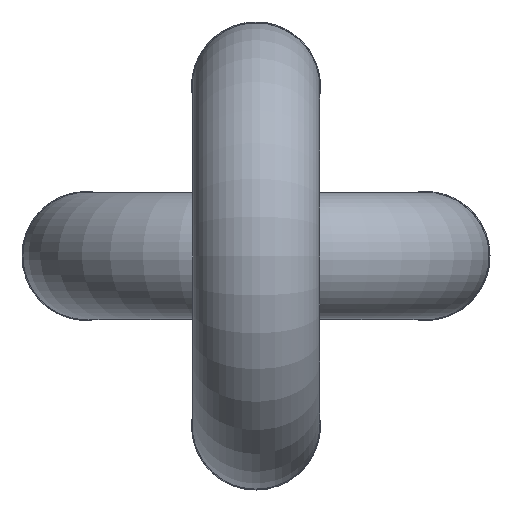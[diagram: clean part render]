
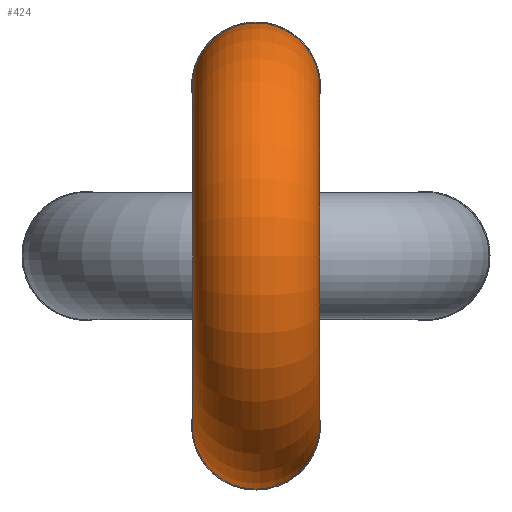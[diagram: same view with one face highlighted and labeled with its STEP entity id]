
A CAD part, front view. The second image highlights one B-rep face of the part: STEP entity #424.
In plain terms, the highlighted toroidal (fillet/blend) face has major radius 20 mm and minor radius 7.5 mm.
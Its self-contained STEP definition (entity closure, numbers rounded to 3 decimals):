
#126 = VERTEX_POINT('',#127);
#127 = CARTESIAN_POINT('',(0.,-0.749,
    -27.49));
#134 = EDGE_CURVE('',#135,#126,#137,.T.);
#135 = VERTEX_POINT('',#136);
#136 = CARTESIAN_POINT('',(0.,-0.652,
    -12.483));
#137 = B_SPLINE_CURVE_WITH_KNOTS('',3,(#138,#139,#140,#141,#142,#143,
    #144,#145,#146,#147,#148,#149,#150,#151,#152,#153,#154,#155,#156,
    #157),.UNSPECIFIED.,.F.,.F.,(4,2,2,2,2,2,2,2,2,4),(1.183,
    1.466,1.758,2.051,2.345,
    2.638,2.931,3.224,3.517,
    3.548),.UNSPECIFIED.);
#138 = CARTESIAN_POINT('',(0.,-0.652,
    -12.483));
#139 = CARTESIAN_POINT('',(-0.94,-0.652,
    -12.483));
#140 = CARTESIAN_POINT('',(-1.872,-0.654,
    -12.66));
#141 = CARTESIAN_POINT('',(-3.656,-0.662,
    -13.363));
#142 = CARTESIAN_POINT('',(-4.485,-0.667,
    -13.894));
#143 = CARTESIAN_POINT('',(-5.894,-0.68,
    -15.245));
#144 = CARTESIAN_POINT('',(-6.46,-0.687,
    -16.052));
#145 = CARTESIAN_POINT('',(-7.252,-0.7,
    -17.839));
#146 = CARTESIAN_POINT('',(-7.47,-0.707,
    -18.801));
#147 = CARTESIAN_POINT('',(-7.524,-0.719,
    -20.755));
#148 = CARTESIAN_POINT('',(-7.361,-0.724,
    -21.727));
#149 = CARTESIAN_POINT('',(-6.669,-0.733,
    -23.555));
#150 = CARTESIAN_POINT('',(-6.149,-0.737,-24.393
    ));
#151 = CARTESIAN_POINT('',(-4.816,-0.743,
    -25.821));
#152 = CARTESIAN_POINT('',(-4.016,-0.745,
    -26.398));
#153 = CARTESIAN_POINT('',(-2.241,-0.748,
    -27.213));
#154 = CARTESIAN_POINT('',(-1.283,-0.749,
    -27.444));
#155 = CARTESIAN_POINT('',(-0.205,-0.749,
    -27.488));
#156 = CARTESIAN_POINT('',(-0.102,-0.749,
    -27.49));
#157 = CARTESIAN_POINT('',(0.,-0.749,
    -27.49));
#159 = EDGE_CURVE('',#160,#135,#162,.T.);
#160 = VERTEX_POINT('',#161);
#161 = CARTESIAN_POINT('',(7.5,-0.714,-20.));
#162 = B_SPLINE_CURVE_WITH_KNOTS('',3,(#163,#164,#165,#166,#167,#168,
    #169,#170,#171,#172,#173,#174),.UNSPECIFIED.,.F.,.F.,(4,2,2,2,2,4),(
    0.,0.293,0.587,0.88,1.173,
    1.183),.UNSPECIFIED.);
#163 = CARTESIAN_POINT('',(7.5,-0.714,-20.));
#164 = CARTESIAN_POINT('',(7.502,-0.708,
    -19.022));
#165 = CARTESIAN_POINT('',(7.312,-0.702,
    -18.054));
#166 = CARTESIAN_POINT('',(6.573,-0.688,
    -16.243));
#167 = CARTESIAN_POINT('',(6.03,-0.681,-15.419)
  );
#168 = CARTESIAN_POINT('',(4.658,-0.669,
    -14.025));
#169 = CARTESIAN_POINT('',(3.843,-0.663,
    -13.469));
#170 = CARTESIAN_POINT('',(2.045,-0.654,-12.702
    ));
#171 = CARTESIAN_POINT('',(1.081,-0.652,
    -12.497));
#172 = CARTESIAN_POINT('',(0.07,-0.652,
    -12.483));
#173 = CARTESIAN_POINT('',(0.035,-0.652,
    -12.483));
#174 = CARTESIAN_POINT('',(0.,-0.652,
    -12.483));
#176 = EDGE_CURVE('',#126,#160,#177,.T.);
#177 = B_SPLINE_CURVE_WITH_KNOTS('',3,(#178,#179,#180,#181,#182,#183,
    #184,#185,#186,#187,#188,#189),.UNSPECIFIED.,.F.,.F.,(4,2,2,2,2,4),(
    3.548,3.81,4.103,4.396,
    4.562,4.728),.UNSPECIFIED.);
#178 = CARTESIAN_POINT('',(0.,-0.749,
    -27.49));
#179 = CARTESIAN_POINT('',(0.872,-0.749,
    -27.49));
#180 = CARTESIAN_POINT('',(1.739,-0.748,-27.338
    ));
#181 = CARTESIAN_POINT('',(3.478,-0.746,
    -26.706));
#182 = CARTESIAN_POINT('',(4.322,-0.744,-26.196
    ));
#183 = CARTESIAN_POINT('',(5.767,-0.739,
    -24.882));
#184 = CARTESIAN_POINT('',(6.354,-0.735,
    -24.09));
#185 = CARTESIAN_POINT('',(7.011,-0.729,-22.709
    ));
#186 = CARTESIAN_POINT('',(7.193,-0.726,
    -22.184));
#187 = CARTESIAN_POINT('',(7.437,-0.721,
    -21.105));
#188 = CARTESIAN_POINT('',(7.499,-0.717,
    -20.553));
#189 = CARTESIAN_POINT('',(7.5,-0.714,-20.));
#305 = VERTEX_POINT('',#306);
#306 = CARTESIAN_POINT('',(0.,-0.652,
    12.483));
#313 = EDGE_CURVE('',#314,#305,#316,.T.);
#314 = VERTEX_POINT('',#315);
#315 = CARTESIAN_POINT('',(7.5,-0.714,20.));
#316 = B_SPLINE_CURVE_WITH_KNOTS('',3,(#317,#318,#319,#320,#321,#322,
    #323,#324,#325,#326,#327,#328,#329,#330,#331,#332,#333,#334,#335,
    #336,#337,#338,#339,#340,#341,#342,#343,#344),.UNSPECIFIED.,.F.,.F.,
  (4,2,2,2,2,2,2,2,2,2,2,2,2,4),(0.,0.293,0.586,
    0.879,1.172,1.465,1.758,
    2.051,2.344,2.638,2.931,
    3.224,3.517,3.545),.UNSPECIFIED.);
#317 = CARTESIAN_POINT('',(7.5,-0.714,20.));
#318 = CARTESIAN_POINT('',(7.498,-0.72,
    20.977));
#319 = CARTESIAN_POINT('',(7.306,-0.725,
    21.945));
#320 = CARTESIAN_POINT('',(6.561,-0.734,23.752
    ));
#321 = CARTESIAN_POINT('',(6.016,-0.737,24.573
    ));
#322 = CARTESIAN_POINT('',(4.641,-0.743,
    25.962));
#323 = CARTESIAN_POINT('',(3.825,-0.745,26.515
    ));
#324 = CARTESIAN_POINT('',(2.026,-0.748,
    27.277));
#325 = CARTESIAN_POINT('',(1.061,-0.749,
    27.478));
#326 = CARTESIAN_POINT('',(-0.891,-0.749,
    27.5));
#327 = CARTESIAN_POINT('',(-1.86,-0.748,
    27.321));
#328 = CARTESIAN_POINT('',(-3.675,-0.746,
    26.6));
#329 = CARTESIAN_POINT('',(-4.504,-0.744,
    26.066));
#330 = CARTESIAN_POINT('',(-5.909,-0.738,
    24.709));
#331 = CARTESIAN_POINT('',(-6.473,-0.735,
    23.9));
#332 = CARTESIAN_POINT('',(-7.259,-0.726,
    22.111));
#333 = CARTESIAN_POINT('',(-7.474,-0.721,21.148)
  );
#334 = CARTESIAN_POINT('',(-7.522,-0.709,
    19.194));
#335 = CARTESIAN_POINT('',(-7.355,-0.703,
    18.221));
#336 = CARTESIAN_POINT('',(-6.657,-0.69,
    16.395));
#337 = CARTESIAN_POINT('',(-6.133,-0.683,
    15.558));
#338 = CARTESIAN_POINT('',(-4.793,-0.67,
    14.133));
#339 = CARTESIAN_POINT('',(-3.991,-0.664,
    13.559));
#340 = CARTESIAN_POINT('',(-2.211,-0.655,
    12.75));
#341 = CARTESIAN_POINT('',(-1.252,-0.652,
    12.524));
#342 = CARTESIAN_POINT('',(-0.184,-0.652,
    12.485));
#343 = CARTESIAN_POINT('',(-0.092,-0.652,
    12.483));
#344 = CARTESIAN_POINT('',(0.,-0.652,
    12.483));
#346 = EDGE_CURVE('',#305,#314,#347,.T.);
#347 = B_SPLINE_CURVE_WITH_KNOTS('',3,(#348,#349,#350,#351,#352,#353,
    #354,#355,#356,#357,#358,#359),.UNSPECIFIED.,.F.,.F.,(4,2,2,2,2,4),(
    3.545,3.81,4.103,4.396,
    4.562,4.728),.UNSPECIFIED.);
#348 = CARTESIAN_POINT('',(0.,-0.652,
    12.483));
#349 = CARTESIAN_POINT('',(0.882,-0.652,
    12.483));
#350 = CARTESIAN_POINT('',(1.758,-0.654,
    12.639));
#351 = CARTESIAN_POINT('',(3.504,-0.661,
    13.281));
#352 = CARTESIAN_POINT('',(4.345,-0.666,
    13.793));
#353 = CARTESIAN_POINT('',(5.784,-0.679,
    15.112));
#354 = CARTESIAN_POINT('',(6.369,-0.686,15.906)
  );
#355 = CARTESIAN_POINT('',(7.02,-0.696,
    17.29));
#356 = CARTESIAN_POINT('',(7.2,-0.7,
    17.815));
#357 = CARTESIAN_POINT('',(7.441,-0.707,
    18.895));
#358 = CARTESIAN_POINT('',(7.501,-0.711,
    19.447));
#359 = CARTESIAN_POINT('',(7.5,-0.714,20.));
#424 = ADVANCED_FACE('',(#425),#440,.T.);
#425 = FACE_BOUND('',#426,.T.);
#426 = EDGE_LOOP('',(#427,#428,#435,#436,#437,#438,#439));
#427 = ORIENTED_EDGE('',*,*,#159,.T.);
#428 = ORIENTED_EDGE('',*,*,#429,.T.);
#429 = EDGE_CURVE('',#135,#305,#430,.T.);
#430 = CIRCLE('',#431,12.5);
#431 = AXIS2_PLACEMENT_3D('',#432,#433,#434);
#432 = CARTESIAN_POINT('',(0.,0.,0.));
#433 = DIRECTION('',(-1.,0.,0.));
#434 = DIRECTION('',(0.,0.,-1.));
#435 = ORIENTED_EDGE('',*,*,#346,.T.);
#436 = ORIENTED_EDGE('',*,*,#313,.T.);
#437 = ORIENTED_EDGE('',*,*,#429,.F.);
#438 = ORIENTED_EDGE('',*,*,#134,.T.);
#439 = ORIENTED_EDGE('',*,*,#176,.T.);
#440 = TOROIDAL_SURFACE('',#441,20.,7.5);
#441 = AXIS2_PLACEMENT_3D('',#442,#443,#444);
#442 = CARTESIAN_POINT('',(0.,0.,0.));
#443 = DIRECTION('',(1.,0.,0.));
#444 = DIRECTION('',(0.,0.,-1.));
